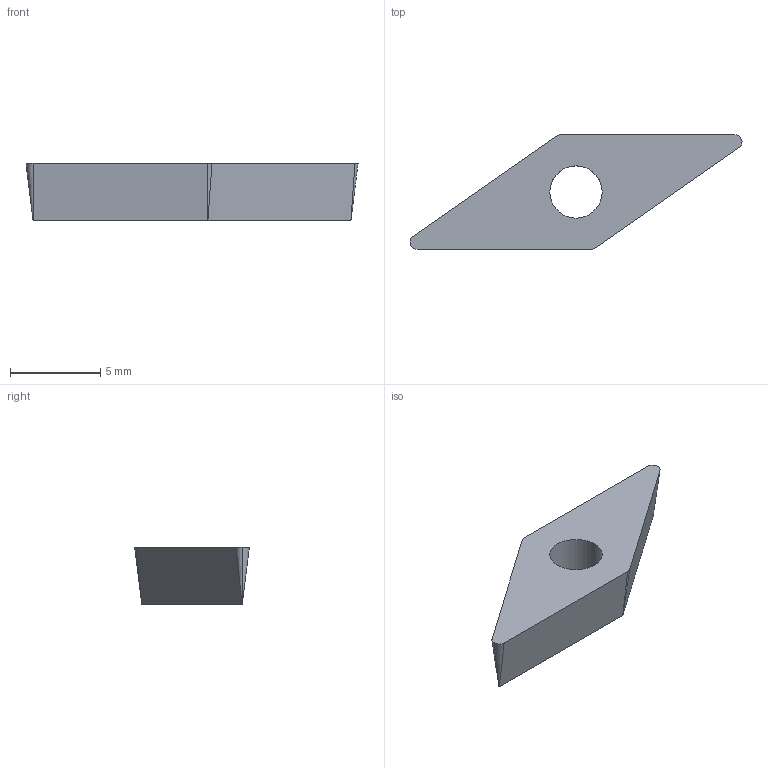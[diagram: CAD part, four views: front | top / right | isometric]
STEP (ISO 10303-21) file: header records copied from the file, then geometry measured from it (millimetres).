
FILE_DESCRIPTION (( 'STEP AP214' ), '1' );
FILE_NAME ('VC.. 110304.step', '2017-03-30T12:57:34', ( '' ), ( '' ), 'SwSTEP 2.0', 'SolidWorks 2016', '' );
FILE_SCHEMA (( 'AUTOMOTIVE_DESIGN' ));
Length unit declared in the file: millimetre
Products named in the file (2): VC.. 110304
Bounding box: 18.4 x 6.35 x 3.18 mm (x, y, z)
Volume: 175.5 mm3; surface area: 267.6 mm2
Topology: 1 solids, 1 shells, 13 faces, 33 edges, 22 vertices
Faces by surface type: cone 5, bspline 4, cylinder 2, plane 2
Entity records: 474 total; most frequent: CARTESIAN_POINT 110, ORIENTED_EDGE 66, DIRECTION 65, EDGE_CURVE 33, AXIS2_PLACEMENT_3D 25, VERTEX_POINT 22, VECTOR 15, EDGE_LOOP 15
